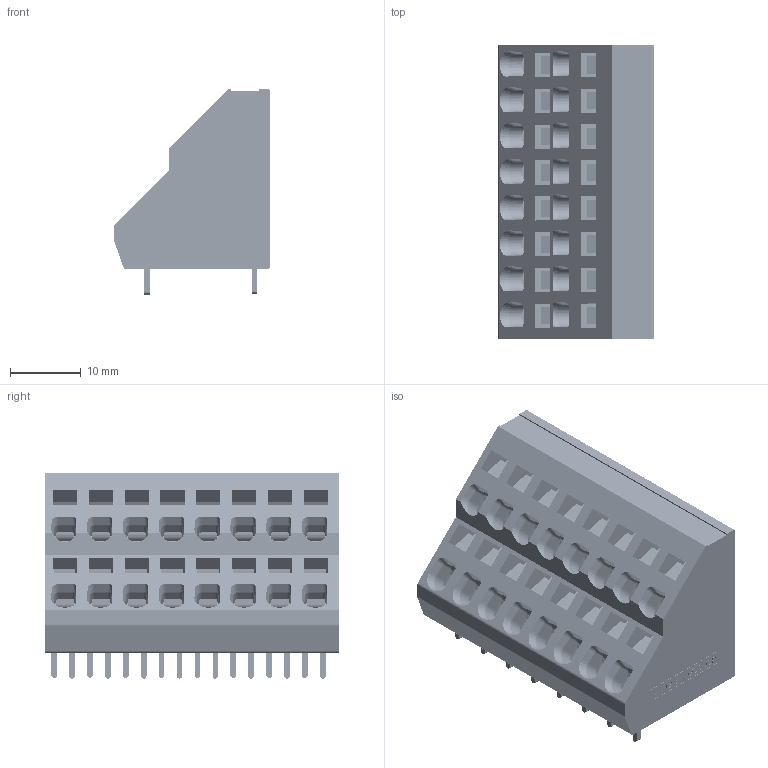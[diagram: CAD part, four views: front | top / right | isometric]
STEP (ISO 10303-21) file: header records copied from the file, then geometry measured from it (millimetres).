
FILE_DESCRIPTION(/* description */ ('Unknown'),/* implementation_level */ '2;1');
FILE_NAME(/* name */ 'SQECDD-8W',/* time_stamp */ '2024-06-27T11:18:02+06:00',/* author */ ('Unknown'),/* organization */ ('Unknown'),/* preprocessor_version */ 'ST-DEVELOPER v16.7',/* originating_system */ 'Solid Edge',/* authorisation */ 'Unknown');
FILE_SCHEMA (('AUTOMOTIVE_DESIGN {1 0 10303 214 3 1 1}'));
Products named in the file (1): Part1
Bounding box: 22.07 x 41.64 x 29.1 mm (x, y, z)
Volume: 9724.5 mm3; surface area: 20364.4 mm2
Topology: 1 solids, 140 shells, 6365 faces, 17727 edges, 11444 vertices
Faces by surface type: plane 3346, cylinder 1890, bspline 571, torus 320, cone 238
Full cylindrical faces by diameter (mm): 1.2 x64, 1.5 x48
Entity records: 258538 total; most frequent: CARTESIAN_POINT 51740, ORIENTED_EDGE 34784, DIRECTION 32627, EDGE_CURVE 17392, VERTEX_POINT 11381, LINE 11267, VECTOR 11267, AXIS2_PLACEMENT_3D 10680
